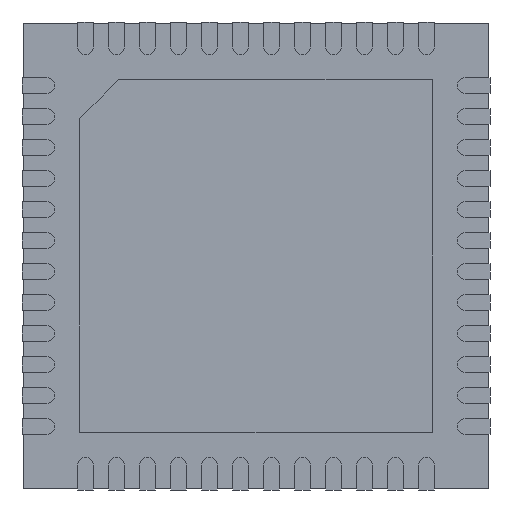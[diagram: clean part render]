
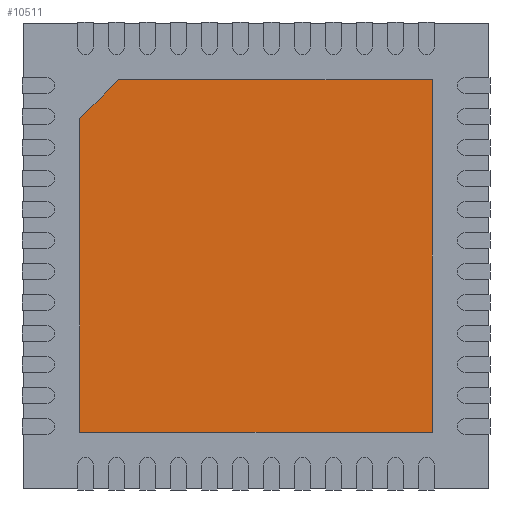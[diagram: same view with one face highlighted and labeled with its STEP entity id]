
A CAD part, front view. The second image highlights one B-rep face of the part: STEP entity #10511.
In plain terms, the highlighted planar face has unit normal (0, -1, 0).
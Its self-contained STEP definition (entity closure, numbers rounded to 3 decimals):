
#8035 = VERTEX_POINT('',#8036);
#8036 = CARTESIAN_POINT('',(2.275,-0.02,-2.275));
#8042 = EDGE_CURVE('',#8043,#8035,#8045,.T.);
#8043 = VERTEX_POINT('',#8044);
#8044 = CARTESIAN_POINT('',(-2.275,-0.02,-2.275));
#8045 = LINE('',#8046,#8047);
#8046 = CARTESIAN_POINT('',(-2.275,-0.02,-2.275));
#8047 = VECTOR('',#8048,1.);
#8048 = DIRECTION('',(1.,0.,0.));
#8066 = EDGE_CURVE('',#8067,#8043,#8069,.T.);
#8067 = VERTEX_POINT('',#8068);
#8068 = CARTESIAN_POINT('',(-2.275,-0.02,1.775));
#8069 = LINE('',#8070,#8071);
#8070 = CARTESIAN_POINT('',(-2.275,-0.02,1.775));
#8071 = VECTOR('',#8072,1.);
#8072 = DIRECTION('',(0.,0.,-1.));
#8090 = EDGE_CURVE('',#8091,#8067,#8093,.T.);
#8091 = VERTEX_POINT('',#8092);
#8092 = CARTESIAN_POINT('',(-1.775,-0.02,2.275));
#8093 = LINE('',#8094,#8095);
#8094 = CARTESIAN_POINT('',(-1.775,-0.02,2.275));
#8095 = VECTOR('',#8096,1.);
#8096 = DIRECTION('',(-0.707,0.,-0.707));
#8114 = EDGE_CURVE('',#8115,#8091,#8117,.T.);
#8115 = VERTEX_POINT('',#8116);
#8116 = CARTESIAN_POINT('',(2.275,-0.02,2.275));
#8117 = LINE('',#8118,#8119);
#8118 = CARTESIAN_POINT('',(-1.775,-0.02,2.275));
#8119 = VECTOR('',#8120,1.);
#8120 = DIRECTION('',(-1.,0.,0.));
#8138 = EDGE_CURVE('',#8035,#8115,#8139,.T.);
#8139 = LINE('',#8140,#8141);
#8140 = CARTESIAN_POINT('',(2.275,-0.02,2.275));
#8141 = VECTOR('',#8142,1.);
#8142 = DIRECTION('',(0.,0.,1.));
#10511 = ADVANCED_FACE('',(#10512),#10519,.T.);
#10512 = FACE_BOUND('',#10513,.T.);
#10513 = EDGE_LOOP('',(#10514,#10515,#10516,#10517,#10518));
#10514 = ORIENTED_EDGE('',*,*,#8066,.T.);
#10515 = ORIENTED_EDGE('',*,*,#8042,.T.);
#10516 = ORIENTED_EDGE('',*,*,#8138,.T.);
#10517 = ORIENTED_EDGE('',*,*,#8114,.T.);
#10518 = ORIENTED_EDGE('',*,*,#8090,.T.);
#10519 = PLANE('',#10520);
#10520 = AXIS2_PLACEMENT_3D('',#10521,#10522,#10523);
#10521 = CARTESIAN_POINT('',(0.,-0.02,0.));
#10522 = DIRECTION('',(0.,-1.,0.));
#10523 = DIRECTION('',(0.,0.,-1.));
